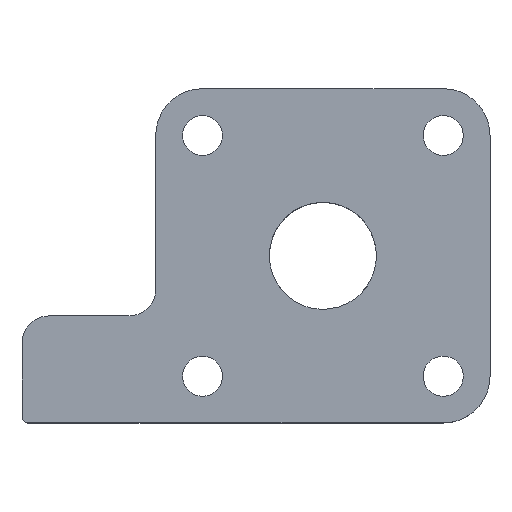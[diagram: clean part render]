
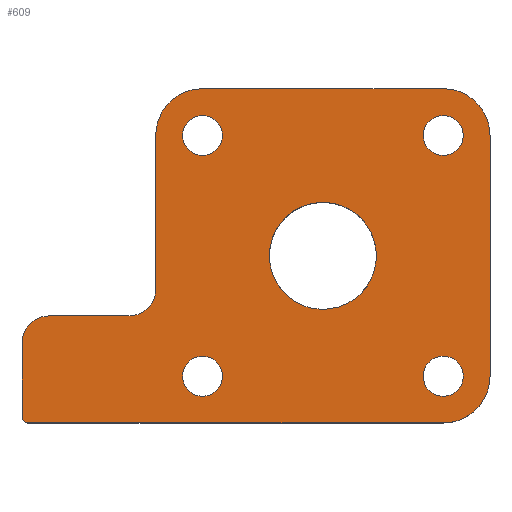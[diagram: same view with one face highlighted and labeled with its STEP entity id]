
A CAD part, top view. The second image highlights one B-rep face of the part: STEP entity #609.
In plain terms, the highlighted planar face has unit normal (0, 0, 1).
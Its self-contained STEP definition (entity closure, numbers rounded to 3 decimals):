
#17=FACE_BOUND('',#92,.T.);
#18=FACE_BOUND('',#93,.T.);
#19=FACE_BOUND('',#94,.T.);
#20=FACE_BOUND('',#95,.T.);
#21=FACE_BOUND('',#96,.T.);
#39=PLANE('',#651);
#55=FACE_OUTER_BOUND('',#91,.T.);
#91=EDGE_LOOP('',(#434,#435,#436,#437,#438,#439,#440,#441,#442,#443,#444,
#445));
#92=EDGE_LOOP('',(#446));
#93=EDGE_LOOP('',(#447));
#94=EDGE_LOOP('',(#448));
#95=EDGE_LOOP('',(#449));
#96=EDGE_LOOP('',(#450));
#146=LINE('',#931,#189);
#149=LINE('',#947,#192);
#152=LINE('',#953,#195);
#153=LINE('',#957,#196);
#154=LINE('',#961,#197);
#155=LINE('',#964,#198);
#189=VECTOR('',#732,6.);
#192=VECTOR('',#747,5.5);
#195=VECTOR('',#752,31.);
#196=VECTOR('',#755,18.);
#197=VECTOR('',#758,18.);
#198=VECTOR('',#761,11.5);
#228=CIRCLE('',#643,2.);
#232=CIRCLE('',#649,0.5);
#233=CIRCLE('',#652,3.5);
#234=CIRCLE('',#653,3.5);
#235=CIRCLE('',#654,3.5);
#236=CIRCLE('',#655,2.);
#237=CIRCLE('',#656,4.);
#238=CIRCLE('',#657,1.5);
#239=CIRCLE('',#658,1.5);
#240=CIRCLE('',#659,1.5);
#241=CIRCLE('',#660,1.5);
#271=VERTEX_POINT('',#919);
#272=VERTEX_POINT('',#921);
#275=VERTEX_POINT('',#929);
#280=VERTEX_POINT('',#940);
#281=VERTEX_POINT('',#942);
#282=VERTEX_POINT('',#946);
#284=VERTEX_POINT('',#952);
#285=VERTEX_POINT('',#954);
#286=VERTEX_POINT('',#956);
#287=VERTEX_POINT('',#958);
#288=VERTEX_POINT('',#960);
#289=VERTEX_POINT('',#962);
#290=VERTEX_POINT('',#966);
#291=VERTEX_POINT('',#968);
#292=VERTEX_POINT('',#970);
#293=VERTEX_POINT('',#972);
#294=VERTEX_POINT('',#974);
#332=EDGE_CURVE('',#271,#272,#228,.T.);
#337=EDGE_CURVE('',#275,#271,#146,.T.);
#342=EDGE_CURVE('',#280,#281,#232,.T.);
#344=EDGE_CURVE('',#281,#282,#149,.T.);
#347=EDGE_CURVE('',#280,#284,#152,.T.);
#348=EDGE_CURVE('',#284,#285,#233,.T.);
#349=EDGE_CURVE('',#285,#286,#153,.T.);
#350=EDGE_CURVE('',#286,#287,#234,.T.);
#351=EDGE_CURVE('',#287,#288,#154,.T.);
#352=EDGE_CURVE('',#288,#289,#235,.T.);
#353=EDGE_CURVE('',#289,#272,#155,.T.);
#354=EDGE_CURVE('',#282,#275,#236,.T.);
#355=EDGE_CURVE('',#290,#290,#237,.T.);
#356=EDGE_CURVE('',#291,#291,#238,.T.);
#357=EDGE_CURVE('',#292,#292,#239,.T.);
#358=EDGE_CURVE('',#293,#293,#240,.T.);
#359=EDGE_CURVE('',#294,#294,#241,.T.);
#434=ORIENTED_EDGE('',*,*,#342,.F.);
#435=ORIENTED_EDGE('',*,*,#347,.T.);
#436=ORIENTED_EDGE('',*,*,#348,.T.);
#437=ORIENTED_EDGE('',*,*,#349,.T.);
#438=ORIENTED_EDGE('',*,*,#350,.T.);
#439=ORIENTED_EDGE('',*,*,#351,.T.);
#440=ORIENTED_EDGE('',*,*,#352,.T.);
#441=ORIENTED_EDGE('',*,*,#353,.T.);
#442=ORIENTED_EDGE('',*,*,#332,.F.);
#443=ORIENTED_EDGE('',*,*,#337,.F.);
#444=ORIENTED_EDGE('',*,*,#354,.F.);
#445=ORIENTED_EDGE('',*,*,#344,.F.);
#446=ORIENTED_EDGE('',*,*,#355,.T.);
#447=ORIENTED_EDGE('',*,*,#356,.T.);
#448=ORIENTED_EDGE('',*,*,#357,.T.);
#449=ORIENTED_EDGE('',*,*,#358,.T.);
#450=ORIENTED_EDGE('',*,*,#359,.T.);
#609=ADVANCED_FACE('',(#55,#17,#18,#19,#20,#21),#39,.T.);
#643=AXIS2_PLACEMENT_3D('',#922,#724,#725);
#649=AXIS2_PLACEMENT_3D('',#943,#742,#743);
#651=AXIS2_PLACEMENT_3D('',#951,#750,#751);
#652=AXIS2_PLACEMENT_3D('',#955,#753,#754);
#653=AXIS2_PLACEMENT_3D('',#959,#756,#757);
#654=AXIS2_PLACEMENT_3D('',#963,#759,#760);
#655=AXIS2_PLACEMENT_3D('',#965,#762,#763);
#656=AXIS2_PLACEMENT_3D('',#967,#764,#765);
#657=AXIS2_PLACEMENT_3D('',#969,#766,#767);
#658=AXIS2_PLACEMENT_3D('',#971,#768,#769);
#659=AXIS2_PLACEMENT_3D('',#973,#770,#771);
#660=AXIS2_PLACEMENT_3D('',#975,#772,#773);
#724=DIRECTION('center_axis',(0.,0.,1.));
#725=DIRECTION('ref_axis',(0.707,-0.707,0.));
#732=DIRECTION('',(1.,0.,0.));
#742=DIRECTION('center_axis',(0.,0.,-1.));
#743=DIRECTION('ref_axis',(-0.707,-0.707,0.));
#747=DIRECTION('',(0.,1.,0.));
#750=DIRECTION('center_axis',(0.,0.,1.));
#751=DIRECTION('ref_axis',(1.,0.,0.));
#752=DIRECTION('',(1.,0.,0.));
#753=DIRECTION('center_axis',(0.,0.,1.));
#754=DIRECTION('ref_axis',(0.,-1.,0.));
#755=DIRECTION('',(0.,1.,0.));
#756=DIRECTION('center_axis',(0.,0.,1.));
#757=DIRECTION('ref_axis',(1.,0.,0.));
#758=DIRECTION('',(-1.,0.,0.));
#759=DIRECTION('center_axis',(0.,0.,1.));
#760=DIRECTION('ref_axis',(0.,1.,0.));
#761=DIRECTION('',(0.,-1.,0.));
#762=DIRECTION('center_axis',(0.,0.,-1.));
#763=DIRECTION('ref_axis',(-0.707,0.707,0.));
#764=DIRECTION('center_axis',(0.,0.,-1.));
#765=DIRECTION('ref_axis',(1.,0.,0.));
#766=DIRECTION('center_axis',(0.,0.,-1.));
#767=DIRECTION('ref_axis',(-1.,0.,0.));
#768=DIRECTION('center_axis',(0.,0.,-1.));
#769=DIRECTION('ref_axis',(-1.,0.,0.));
#770=DIRECTION('center_axis',(0.,0.,-1.));
#771=DIRECTION('ref_axis',(-1.,0.,0.));
#772=DIRECTION('center_axis',(0.,0.,-1.));
#773=DIRECTION('ref_axis',(-1.,0.,0.));
#919=CARTESIAN_POINT('',(-14.5,-4.5,12.));
#921=CARTESIAN_POINT('',(-12.5,-2.5,12.));
#922=CARTESIAN_POINT('Origin',(-14.5,-2.5,12.));
#929=CARTESIAN_POINT('',(-20.5,-4.5,12.));
#931=CARTESIAN_POINT('',(-22.5,-4.5,12.));
#940=CARTESIAN_POINT('',(-22.,-12.5,12.));
#942=CARTESIAN_POINT('',(-22.5,-12.,12.));
#943=CARTESIAN_POINT('Origin',(-22.,-12.,12.));
#946=CARTESIAN_POINT('',(-22.5,-6.5,12.));
#947=CARTESIAN_POINT('',(-22.5,-12.5,12.));
#951=CARTESIAN_POINT('Origin',(0.,0.,
12.));
#952=CARTESIAN_POINT('',(9.,-12.5,12.));
#953=CARTESIAN_POINT('',(-12.5,-12.5,12.));
#954=CARTESIAN_POINT('',(12.5,-9.,12.));
#955=CARTESIAN_POINT('Origin',(9.,-9.,12.));
#956=CARTESIAN_POINT('',(12.5,9.,12.));
#957=CARTESIAN_POINT('',(12.5,-9.,12.));
#958=CARTESIAN_POINT('',(9.,12.5,12.));
#959=CARTESIAN_POINT('Origin',(9.,9.,12.));
#960=CARTESIAN_POINT('',(-9.,12.5,12.));
#961=CARTESIAN_POINT('',(9.,12.5,12.));
#962=CARTESIAN_POINT('',(-12.5,9.,12.));
#963=CARTESIAN_POINT('Origin',(-9.,9.,12.));
#964=CARTESIAN_POINT('',(-12.5,9.,12.));
#965=CARTESIAN_POINT('Origin',(-20.5,-6.5,12.));
#966=CARTESIAN_POINT('',(-4.,0.,12.));
#967=CARTESIAN_POINT('Origin',(0.,0.,12.));
#968=CARTESIAN_POINT('',(-7.5,-9.,12.));
#969=CARTESIAN_POINT('Origin',(-9.,-9.,12.));
#970=CARTESIAN_POINT('',(10.5,-9.,12.));
#971=CARTESIAN_POINT('Origin',(9.,-9.,12.));
#972=CARTESIAN_POINT('',(10.5,9.,12.));
#973=CARTESIAN_POINT('Origin',(9.,9.,12.));
#974=CARTESIAN_POINT('',(-7.5,9.,12.));
#975=CARTESIAN_POINT('Origin',(-9.,9.,12.));
